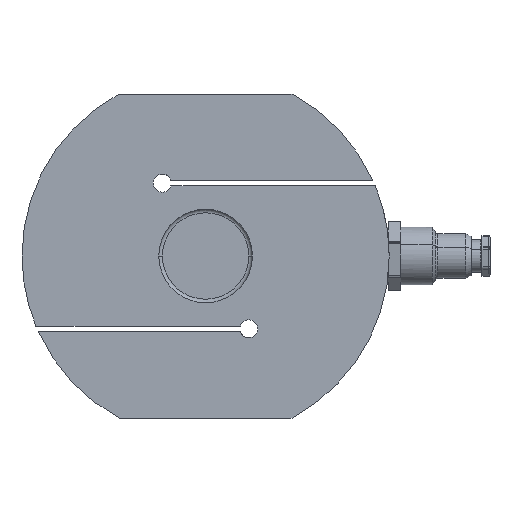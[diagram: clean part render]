
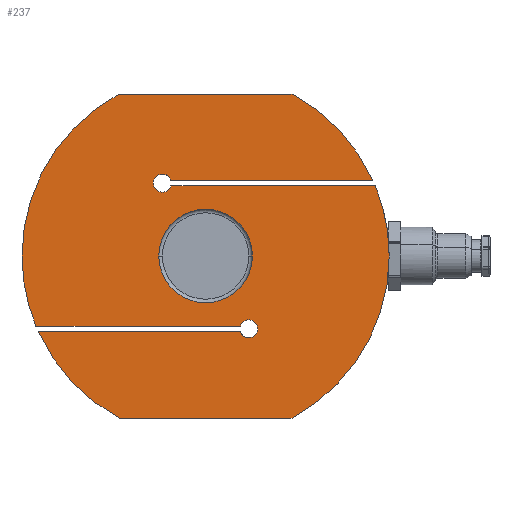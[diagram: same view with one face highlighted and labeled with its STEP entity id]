
A CAD part, front view. The second image highlights one B-rep face of the part: STEP entity #237.
In plain terms, the highlighted face is planar.
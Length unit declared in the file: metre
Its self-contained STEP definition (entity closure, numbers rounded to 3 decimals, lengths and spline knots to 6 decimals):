
#237=ADVANCED_FACE('0:84',(#518,#519),#520,.T.);
#518=FACE_OUTER_BOUND('',#859,.T.);
#519=FACE_BOUND('',#860,.T.);
#520=PLANE('',#861);
#859=EDGE_LOOP('',(#1437,#1438,#1439,#1440,#1441,#1442,#1443,#1444,#1445,#1446,#1447,#1448,#1449,#1450,#1451,#1452));
#860=EDGE_LOOP('',(#1453,#1454));
#861=AXIS2_PLACEMENT_3D('',#1455,#1456,#1457);
#1437=ORIENTED_EDGE('',*,*,#2167,.T.);
#1438=ORIENTED_EDGE('',*,*,#2154,.T.);
#1439=ORIENTED_EDGE('',*,*,#2220,.F.);
#1440=ORIENTED_EDGE('',*,*,#2193,.F.);
#1441=ORIENTED_EDGE('',*,*,#2107,.F.);
#1442=ORIENTED_EDGE('',*,*,#2203,.F.);
#1443=ORIENTED_EDGE('',*,*,#2218,.T.);
#1444=ORIENTED_EDGE('',*,*,#2197,.F.);
#1445=ORIENTED_EDGE('',*,*,#2157,.T.);
#1446=ORIENTED_EDGE('',*,*,#2165,.T.);
#1447=ORIENTED_EDGE('',*,*,#2221,.F.);
#1448=ORIENTED_EDGE('',*,*,#2115,.F.);
#1449=ORIENTED_EDGE('',*,*,#2187,.F.);
#1450=ORIENTED_EDGE('',*,*,#2211,.F.);
#1451=ORIENTED_EDGE('',*,*,#2222,.T.);
#1452=ORIENTED_EDGE('',*,*,#2205,.F.);
#1453=ORIENTED_EDGE('',*,*,#2134,.F.);
#1454=ORIENTED_EDGE('',*,*,#2177,.F.);
#1455=CARTESIAN_POINT('',(0.0,0.0,0.045));
#1456=DIRECTION('',(0.0,0.0,1.0));
#1457=DIRECTION('',(1.0,-0.0,0.0));
#2107=EDGE_CURVE('0:195',#2473,#2465,#2475,.T.);
#2115=EDGE_CURVE('',#2486,#2489,#2490,.T.);
#2134=EDGE_CURVE('0:147',#2522,#2518,#2524,.T.);
#2154=EDGE_CURVE('',#2550,#2554,#2556,.T.);
#2157=EDGE_CURVE('0:108',#2560,#2558,#2561,.T.);
#2165=EDGE_CURVE('',#2558,#2571,#2573,.T.);
#2167=EDGE_CURVE('0:126',#2575,#2550,#2576,.T.);
#2177=EDGE_CURVE('',#2518,#2522,#2587,.T.);
#2187=EDGE_CURVE('0:162',#2597,#2486,#2599,.T.);
#2193=EDGE_CURVE('',#2465,#2605,#2606,.T.);
#2197=EDGE_CURVE('0:201',#2560,#2611,#2612,.T.);
#2203=EDGE_CURVE('0:216',#2619,#2473,#2621,.T.);
#2205=EDGE_CURVE('0:219',#2575,#2623,#2624,.T.);
#2211=EDGE_CURVE('0:234',#2631,#2597,#2633,.T.);
#2218=EDGE_CURVE('0:249',#2619,#2611,#2640,.T.);
#2220=EDGE_CURVE('0:252',#2605,#2554,#2642,.T.);
#2221=EDGE_CURVE('0:255',#2489,#2571,#2643,.T.);
#2222=EDGE_CURVE('0:258',#2631,#2623,#2644,.T.);
#2465=VERTEX_POINT('',#2987);
#2473=VERTEX_POINT('NONE',#3051);
#2475=CIRCLE('',#3054,0.0025);
#2486=VERTEX_POINT('',#3067);
#2489=VERTEX_POINT('NONE',#3071);
#2490=CIRCLE('',#3072,0.0025);
#2518=VERTEX_POINT('',#3195);
#2522=VERTEX_POINT('',#3200);
#2524=CIRCLE('',#3203,0.013);
#2550=VERTEX_POINT('',#3231);
#2554=VERTEX_POINT('NONE',#3236);
#2556=CIRCLE('',#3239,0.051);
#2558=VERTEX_POINT('',#3241);
#2560=VERTEX_POINT('NONE',#3244);
#2561=CIRCLE('',#3245,0.051);
#2571=VERTEX_POINT('NONE',#3296);
#2573=CIRCLE('',#3299,0.051);
#2575=VERTEX_POINT('NONE',#3301);
#2576=CIRCLE('',#3302,0.051);
#2587=CIRCLE('',#3314,0.013);
#2597=VERTEX_POINT('NONE',#3325);
#2599=CIRCLE('',#3328,0.0025);
#2605=VERTEX_POINT('NONE',#3334);
#2606=CIRCLE('',#3335,0.0025);
#2611=VERTEX_POINT('NONE',#3341);
#2612=LINE('',#3342,#3343);
#2619=VERTEX_POINT('NONE',#3353);
#2621=LINE('',#3356,#3357);
#2623=VERTEX_POINT('NONE',#3359);
#2624=LINE('',#3360,#3361);
#2631=VERTEX_POINT('NONE',#3371);
#2633=LINE('',#3374,#3375);
#2640=CIRCLE('',#3384,0.051);
#2642=LINE('',#3386,#3387);
#2643=LINE('',#3388,#3389);
#2644=CIRCLE('',#3390,0.051);
#2987=CARTESIAN_POINT('',(0.0145,-0.02025,0.045));
#3051=CARTESIAN_POINT('',(0.009615,-0.021,0.045));
#3054=AXIS2_PLACEMENT_3D('',#3879,#3880,#3881);
#3067=CARTESIAN_POINT('',(-0.0145,0.02025,0.045));
#3071=CARTESIAN_POINT('',(-0.009615,0.0195,0.045));
#3072=AXIS2_PLACEMENT_3D('',#3891,#3892,#3893);
#3195=CARTESIAN_POINT('',(0.013,0.,0.045));
#3200=CARTESIAN_POINT('',(-0.013,0.,0.045));
#3203=AXIS2_PLACEMENT_3D('',#3919,#3920,#3921);
#3231=CARTESIAN_POINT('',(-0.051,0.,0.045));
#3236=CARTESIAN_POINT('',(-0.047125,-0.0195,0.045));
#3239=AXIS2_PLACEMENT_3D('',#3959,#3960,#3961);
#3241=CARTESIAN_POINT('',(0.051,0.,0.045));
#3244=CARTESIAN_POINT('',(0.024,-0.045,0.045));
#3245=AXIS2_PLACEMENT_3D('',#3963,#3964,#3965);
#3296=CARTESIAN_POINT('',(0.047125,0.0195,0.045));
#3299=AXIS2_PLACEMENT_3D('',#3975,#3976,#3977);
#3301=CARTESIAN_POINT('',(-0.024,0.045,0.045));
#3302=AXIS2_PLACEMENT_3D('',#3978,#3979,#3980);
#3314=AXIS2_PLACEMENT_3D('',#3994,#3995,#3996);
#3325=CARTESIAN_POINT('',(-0.009615,0.021,0.045));
#3328=AXIS2_PLACEMENT_3D('',#4011,#4012,#4013);
#3334=CARTESIAN_POINT('',(0.009615,-0.0195,0.045));
#3335=AXIS2_PLACEMENT_3D('',#4023,#4024,#4025);
#3341=CARTESIAN_POINT('',(-0.024,-0.045,0.045));
#3342=CARTESIAN_POINT('',(-0.024,-0.045,0.045));
#3343=VECTOR('',#4030,1.0);
#3353=CARTESIAN_POINT('',(-0.046476,-0.021,0.045));
#3356=CARTESIAN_POINT('',(-0.0623,-0.021,0.045));
#3357=VECTOR('',#4035,1.0);
#3359=CARTESIAN_POINT('',(0.024,0.045,0.045));
#3360=CARTESIAN_POINT('',(0.0,0.045,0.045));
#3361=VECTOR('',#4036,1.0);
#3371=CARTESIAN_POINT('',(0.046476,0.021,0.045));
#3374=CARTESIAN_POINT('',(0.105167,0.021,0.045));
#3375=VECTOR('',#4041,1.0);
#3384=AXIS2_PLACEMENT_3D('',#4050,#4051,#4052);
#3386=CARTESIAN_POINT('',(-0.0623,-0.0195,0.045));
#3387=VECTOR('',#4053,1.0);
#3388=CARTESIAN_POINT('',(0.105167,0.0195,0.045));
#3389=VECTOR('',#4054,1.0);
#3390=AXIS2_PLACEMENT_3D('',#4055,#4056,#4057);
#3879=CARTESIAN_POINT('',(0.012,-0.02025,0.045));
#3880=DIRECTION('',(0.0,0.0,1.0));
#3881=DIRECTION('',(1.0,0.0,0.0));
#3891=CARTESIAN_POINT('',(-0.012,0.02025,0.045));
#3892=DIRECTION('',(0.0,0.0,1.0));
#3893=DIRECTION('',(1.0,0.0,0.0));
#3919=CARTESIAN_POINT('',(0.0,0.0,0.045));
#3920=DIRECTION('',(0.0,0.0,1.0));
#3921=DIRECTION('',(1.0,0.0,0.0));
#3959=CARTESIAN_POINT('',(0.0,0.0,0.045));
#3960=DIRECTION('',(0.0,0.0,1.0));
#3961=DIRECTION('',(1.0,0.0,0.0));
#3963=CARTESIAN_POINT('',(0.0,0.0,0.045));
#3964=DIRECTION('',(0.0,0.0,1.0));
#3965=DIRECTION('',(1.0,0.0,0.0));
#3975=CARTESIAN_POINT('',(0.0,0.0,0.045));
#3976=DIRECTION('',(0.0,0.0,1.0));
#3977=DIRECTION('',(1.0,0.0,0.0));
#3978=CARTESIAN_POINT('',(0.0,0.0,0.045));
#3979=DIRECTION('',(0.0,0.0,1.0));
#3980=DIRECTION('',(1.0,0.0,0.0));
#3994=CARTESIAN_POINT('',(0.0,0.0,0.045));
#3995=DIRECTION('',(0.0,0.0,1.0));
#3996=DIRECTION('',(1.0,0.0,0.0));
#4011=CARTESIAN_POINT('',(-0.012,0.02025,0.045));
#4012=DIRECTION('',(0.0,0.0,1.0));
#4013=DIRECTION('',(1.0,0.0,0.0));
#4023=CARTESIAN_POINT('',(0.012,-0.02025,0.045));
#4024=DIRECTION('',(0.0,0.0,1.0));
#4025=DIRECTION('',(1.0,0.0,0.0));
#4030=DIRECTION('',(-1.0,-0.0,-0.0));
#4035=DIRECTION('',(1.0,0.0,0.0));
#4036=DIRECTION('',(1.0,0.0,0.0));
#4041=DIRECTION('',(-1.0,0.,0.0));
#4050=CARTESIAN_POINT('',(0.0,0.0,0.045));
#4051=DIRECTION('',(0.0,0.0,1.0));
#4052=DIRECTION('',(1.0,0.0,0.0));
#4053=DIRECTION('',(-1.0,-0.0,-0.0));
#4054=DIRECTION('',(1.0,0.,-0.0));
#4055=CARTESIAN_POINT('',(0.0,0.0,0.045));
#4056=DIRECTION('',(0.0,0.0,1.0));
#4057=DIRECTION('',(1.0,0.0,0.0));
